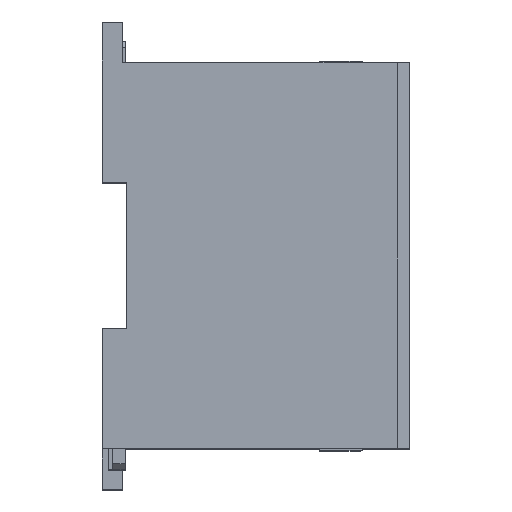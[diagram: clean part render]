
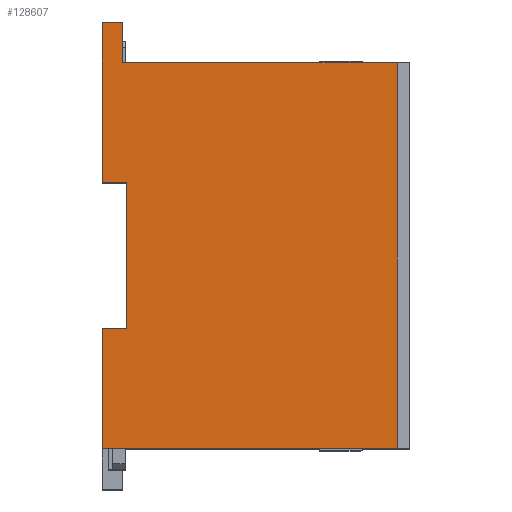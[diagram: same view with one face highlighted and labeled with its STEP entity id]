
A CAD part, top view. The second image highlights one B-rep face of the part: STEP entity #128607.
In plain terms, the highlighted planar face has unit normal (0, 0, 1).
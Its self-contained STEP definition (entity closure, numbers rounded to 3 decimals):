
#4412 = EDGE_CURVE ( 'NONE', #101484, #67494, #80883, .T. ) ;
#5339 = DIRECTION ( 'NONE',  ( 1., 0., 0. ) ) ;
#8602 = CARTESIAN_POINT ( 'NONE',  ( 6., 29.3, 0. ) ) ;
#8660 = EDGE_CURVE ( 'NONE', #96348, #36431, #127237, .T. ) ;
#9503 = EDGE_LOOP ( 'NONE', ( #100112, #67616, #115529, #72962, #35293, #74748, #59423, #25173, #72337, #96147 ) ) ;
#13460 = LINE ( 'NONE', #38071, #75903 ) ;
#14077 = CARTESIAN_POINT ( 'NONE',  ( 0., 103.8, 0. ) ) ;
#14080 = DIRECTION ( 'NONE',  ( 0., -1., 0. ) ) ;
#17639 = VERTEX_POINT ( 'NONE', #62556 ) ;
#19343 = EDGE_CURVE ( 'NONE', #36832, #145467, #28315, .T. ) ;
#24953 = CARTESIAN_POINT ( 'NONE',  ( 5., 94., 0. ) ) ;
#25173 = ORIENTED_EDGE ( 'NONE', *, *, #34539, .T. ) ;
#25697 = DIRECTION ( 'NONE',  ( 1., 0., 0. ) ) ;
#28212 = EDGE_CURVE ( 'NONE', #145467, #101484, #130384, .T. ) ;
#28315 = LINE ( 'NONE', #116199, #115745 ) ;
#28396 = VERTEX_POINT ( 'NONE', #8602 ) ;
#30149 = CARTESIAN_POINT ( 'NONE',  ( 0., 0., 0. ) ) ;
#32308 = DIRECTION ( 'NONE',  ( 0., 1., 0. ) ) ;
#32325 = CARTESIAN_POINT ( 'NONE',  ( 75., 0., 0. ) ) ;
#34031 = LINE ( 'NONE', #121579, #99818 ) ;
#34539 = EDGE_CURVE ( 'NONE', #120125, #28396, #67310, .T. ) ;
#34791 = CARTESIAN_POINT ( 'NONE',  ( 0., 103.8, 0. ) ) ;
#35293 = ORIENTED_EDGE ( 'NONE', *, *, #4412, .T. ) ;
#36431 = VERTEX_POINT ( 'NONE', #30149 ) ;
#36435 = CARTESIAN_POINT ( 'NONE',  ( 6., 29.3, 0. ) ) ;
#36832 = VERTEX_POINT ( 'NONE', #71548 ) ;
#36934 = DIRECTION ( 'NONE',  ( -1., 0., 0. ) ) ;
#38071 = CARTESIAN_POINT ( 'NONE',  ( 0., 64.8, 0. ) ) ;
#44327 = DIRECTION ( 'NONE',  ( 0., 0., -1. ) ) ;
#45342 = DIRECTION ( 'NONE',  ( -1., 0., 0. ) ) ;
#46111 = LINE ( 'NONE', #101431, #92399 ) ;
#47680 = VECTOR ( 'NONE', #138585, 1000. ) ;
#48573 = DIRECTION ( 'NONE',  ( 0., -1., 0. ) ) ;
#49066 = CARTESIAN_POINT ( 'NONE',  ( 0., 0., 0. ) ) ;
#51550 = EDGE_CURVE ( 'NONE', #67494, #98200, #13460, .T. ) ;
#58000 = VECTOR ( 'NONE', #91052, 1000. ) ;
#59423 = ORIENTED_EDGE ( 'NONE', *, *, #66931, .T. ) ;
#62556 = CARTESIAN_POINT ( 'NONE',  ( 72., 0., 0. ) ) ;
#66931 = EDGE_CURVE ( 'NONE', #98200, #120125, #126624, .T. ) ;
#67310 = LINE ( 'NONE', #36435, #47680 ) ;
#67494 = VERTEX_POINT ( 'NONE', #14077 ) ;
#67616 = ORIENTED_EDGE ( 'NONE', *, *, #103088, .T. ) ;
#71548 = CARTESIAN_POINT ( 'NONE',  ( 72., 94., 0. ) ) ;
#72337 = ORIENTED_EDGE ( 'NONE', *, *, #98566, .T. ) ;
#72962 = ORIENTED_EDGE ( 'NONE', *, *, #28212, .T. ) ;
#73070 = CARTESIAN_POINT ( 'NONE',  ( 72., 94., 0. ) ) ;
#74748 = ORIENTED_EDGE ( 'NONE', *, *, #51550, .T. ) ;
#75903 = VECTOR ( 'NONE', #14080, 1000. ) ;
#80883 = LINE ( 'NONE', #34791, #58000 ) ;
#81940 = EDGE_CURVE ( 'NONE', #36431, #17639, #34031, .T. ) ;
#82499 = CARTESIAN_POINT ( 'NONE',  ( 6., 64.8, 0. ) ) ;
#89243 = CARTESIAN_POINT ( 'NONE',  ( 5., 94., 0. ) ) ;
#89984 = VECTOR ( 'NONE', #105480, 1000. ) ;
#91052 = DIRECTION ( 'NONE',  ( -1., 0., 0. ) ) ;
#92399 = VECTOR ( 'NONE', #147254, 1000. ) ;
#93261 = CARTESIAN_POINT ( 'NONE',  ( 6., 64.8, 0. ) ) ;
#96147 = ORIENTED_EDGE ( 'NONE', *, *, #8660, .T. ) ;
#96348 = VERTEX_POINT ( 'NONE', #104714 ) ;
#96888 = VECTOR ( 'NONE', #48573, 1000. ) ;
#98200 = VERTEX_POINT ( 'NONE', #128943 ) ;
#98566 = EDGE_CURVE ( 'NONE', #28396, #96348, #46111, .T. ) ;
#99818 = VECTOR ( 'NONE', #5339, 1000. ) ;
#100112 = ORIENTED_EDGE ( 'NONE', *, *, #81940, .T. ) ;
#100766 = LINE ( 'NONE', #73070, #89984 ) ;
#101431 = CARTESIAN_POINT ( 'NONE',  ( 0., 29.3, 0. ) ) ;
#101484 = VERTEX_POINT ( 'NONE', #144907 ) ;
#103088 = EDGE_CURVE ( 'NONE', #17639, #36832, #100766, .T. ) ;
#104714 = CARTESIAN_POINT ( 'NONE',  ( 0., 29.3, 0. ) ) ;
#105480 = DIRECTION ( 'NONE',  ( 0., 1., 0. ) ) ;
#115529 = ORIENTED_EDGE ( 'NONE', *, *, #19343, .T. ) ;
#115745 = VECTOR ( 'NONE', #36934, 1000. ) ;
#116199 = CARTESIAN_POINT ( 'NONE',  ( 0., 94., 0. ) ) ;
#117614 = VECTOR ( 'NONE', #25697, 1000. ) ;
#120125 = VERTEX_POINT ( 'NONE', #93261 ) ;
#121579 = CARTESIAN_POINT ( 'NONE',  ( 0., 0., 0. ) ) ;
#126624 = LINE ( 'NONE', #82499, #117614 ) ;
#126890 = FACE_OUTER_BOUND ( 'NONE', #9503, .T. ) ;
#127237 = LINE ( 'NONE', #49066, #96888 ) ;
#128545 = VECTOR ( 'NONE', #32308, 1000. ) ;
#128607 = ADVANCED_FACE ( 'NONE', ( #126890 ), #147983, .F. ) ;
#128943 = CARTESIAN_POINT ( 'NONE',  ( 0., 64.8, 0. ) ) ;
#129630 = AXIS2_PLACEMENT_3D ( 'NONE', #32325, #44327, #45342 ) ;
#130384 = LINE ( 'NONE', #24953, #128545 ) ;
#138585 = DIRECTION ( 'NONE',  ( 0., -1., 0. ) ) ;
#144907 = CARTESIAN_POINT ( 'NONE',  ( 5., 103.8, 0. ) ) ;
#145467 = VERTEX_POINT ( 'NONE', #89243 ) ;
#147254 = DIRECTION ( 'NONE',  ( -1., 0., 0. ) ) ;
#147983 = PLANE ( 'NONE',  #129630 ) ;
